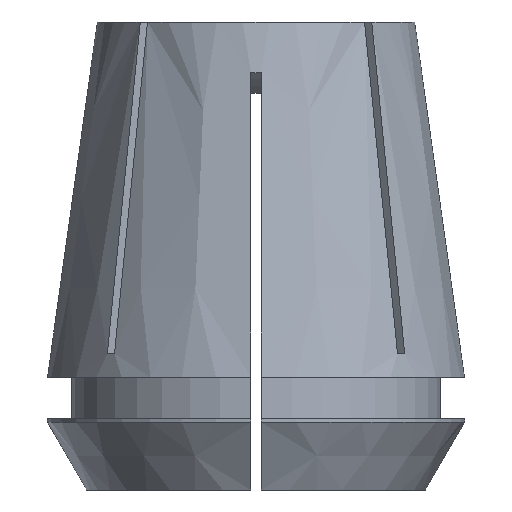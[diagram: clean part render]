
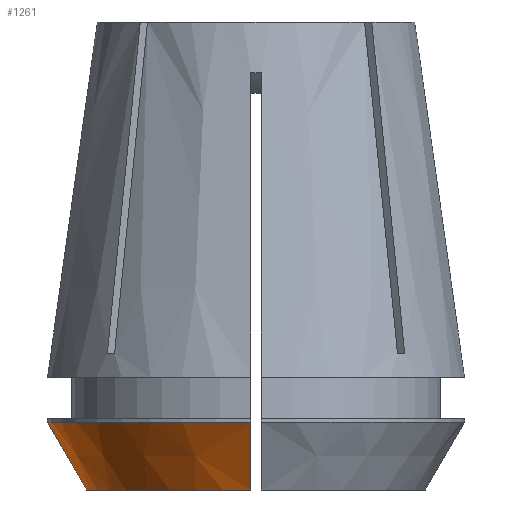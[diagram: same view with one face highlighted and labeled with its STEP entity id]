
A CAD part, front view. The second image highlights one B-rep face of the part: STEP entity #1261.
In plain terms, the highlighted conical face has half-angle 30 degrees and reference radius 16.659 mm.
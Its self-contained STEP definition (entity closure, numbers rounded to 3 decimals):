
#118 = CIRCLE ( 'NONE', #389, 16.659 ) ;
#126 = CARTESIAN_POINT ( 'NONE',  ( -20.494, -0.5, -39.346 ) ) ;
#148 = DIRECTION ( 'NONE',  ( 1., 0., 0. ) ) ;
#288 = DIRECTION ( 'NONE',  ( 0., 0., 1. ) ) ;
#307 = CARTESIAN_POINT ( 'NONE',  ( -16.651, -0.5, -46. ) ) ;
#381 = CARTESIAN_POINT ( 'NONE',  ( -0.5, -20.494, -39.346 ) ) ;
#389 = AXIS2_PLACEMENT_3D ( 'NONE', #2692, #2294, #2669 ) ;
#400 = CARTESIAN_POINT ( 'NONE',  ( -0.5, -20.494, -39.346 ) ) ;
#403 = ORIENTED_EDGE ( 'NONE', *, *, #658, .F. ) ;
#430 = CARTESIAN_POINT ( 'NONE',  ( -0.5, -18.429, -42.921 ) ) ;
#476 = VERTEX_POINT ( 'NONE', #400 ) ;
#493 = DIRECTION ( 'NONE',  ( 1., 0., 0. ) ) ;
#631 = VERTEX_POINT ( 'NONE', #126 ) ;
#658 = EDGE_CURVE ( 'NONE', #631, #476, #1516, .T. ) ;
#729 = VERTEX_POINT ( 'NONE', #307 ) ;
#907 = FACE_OUTER_BOUND ( 'NONE', #2267, .T. ) ;
#957 = ORIENTED_EDGE ( 'NONE', *, *, #2824, .T. ) ;
#1043 = CARTESIAN_POINT ( 'NONE',  ( -0.5, -17.244, -44.974 ) ) ;
#1120 = DIRECTION ( 'NONE',  ( 0., 0., 1. ) ) ;
#1222 = B_SPLINE_CURVE_WITH_KNOTS ( 'NONE', 3,
 ( #1403, #2539, #2710, #1338, #2092, #2730, #1885 ),
 .UNSPECIFIED., .F., .F.,
 ( 4, 3, 4 ),
 ( 0.021, 0.025, 0.029 ),
 .UNSPECIFIED. ) ;
#1255 = B_SPLINE_CURVE_WITH_KNOTS ( 'NONE', 3,
 ( #1343, #1043, #2074, #430, #1510, #1985, #381 ),
 .UNSPECIFIED., .F., .F.,
 ( 4, 3, 4 ),
 ( 0.021, 0.025, 0.029 ),
 .UNSPECIFIED. ) ;
#1261 = ADVANCED_FACE ( 'NONE', ( #907 ), #1980, .T. ) ;
#1338 = CARTESIAN_POINT ( 'NONE',  ( -18.429, -0.5, -42.921 ) ) ;
#1343 = CARTESIAN_POINT ( 'NONE',  ( -0.5, -16.651, -46. ) ) ;
#1403 = CARTESIAN_POINT ( 'NONE',  ( -16.651, -0.5, -46. ) ) ;
#1405 = ORIENTED_EDGE ( 'NONE', *, *, #2717, .F. ) ;
#1437 = VERTEX_POINT ( 'NONE', #1823 ) ;
#1510 = CARTESIAN_POINT ( 'NONE',  ( -0.5, -19.118, -41.73 ) ) ;
#1516 = CIRCLE ( 'NONE', #2207, 20.5 ) ;
#1580 = CARTESIAN_POINT ( 'NONE',  ( 0., 0., -46. ) ) ;
#1802 = AXIS2_PLACEMENT_3D ( 'NONE', #1580, #1120, #493 ) ;
#1823 = CARTESIAN_POINT ( 'NONE',  ( -0.5, -16.651, -46. ) ) ;
#1885 = CARTESIAN_POINT ( 'NONE',  ( -20.494, -0.5, -39.346 ) ) ;
#1895 = EDGE_CURVE ( 'NONE', #1437, #476, #1255, .T. ) ;
#1980 = CONICAL_SURFACE ( 'NONE', #1802, 16.659, 0.524 ) ;
#1985 = CARTESIAN_POINT ( 'NONE',  ( -0.5, -19.806, -40.538 ) ) ;
#2074 = CARTESIAN_POINT ( 'NONE',  ( -0.5, -17.837, -43.947 ) ) ;
#2092 = CARTESIAN_POINT ( 'NONE',  ( -19.118, -0.5, -41.73 ) ) ;
#2207 = AXIS2_PLACEMENT_3D ( 'NONE', #2858, #288, #148 ) ;
#2267 = EDGE_LOOP ( 'NONE', ( #1405, #957, #2360, #403 ) ) ;
#2294 = DIRECTION ( 'NONE',  ( 0., 0., 1. ) ) ;
#2360 = ORIENTED_EDGE ( 'NONE', *, *, #1895, .T. ) ;
#2539 = CARTESIAN_POINT ( 'NONE',  ( -17.244, -0.5, -44.974 ) ) ;
#2669 = DIRECTION ( 'NONE',  ( 1., 0., 0. ) ) ;
#2692 = CARTESIAN_POINT ( 'NONE',  ( 0., 0., -46. ) ) ;
#2710 = CARTESIAN_POINT ( 'NONE',  ( -17.837, -0.5, -43.947 ) ) ;
#2717 = EDGE_CURVE ( 'NONE', #729, #631, #1222, .T. ) ;
#2730 = CARTESIAN_POINT ( 'NONE',  ( -19.806, -0.5, -40.538 ) ) ;
#2824 = EDGE_CURVE ( 'NONE', #729, #1437, #118, .T. ) ;
#2858 = CARTESIAN_POINT ( 'NONE',  ( 0., 0., -39.346 ) ) ;
